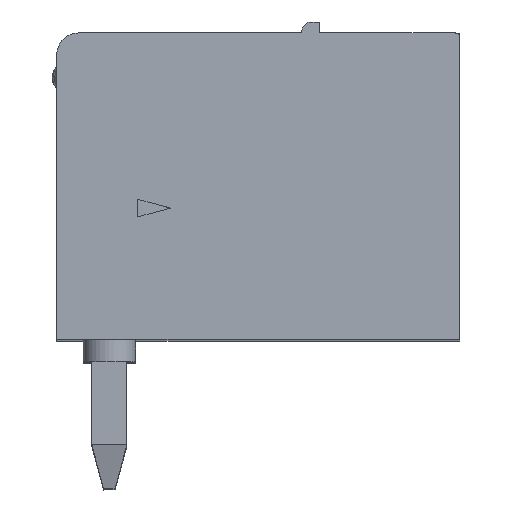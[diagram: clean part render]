
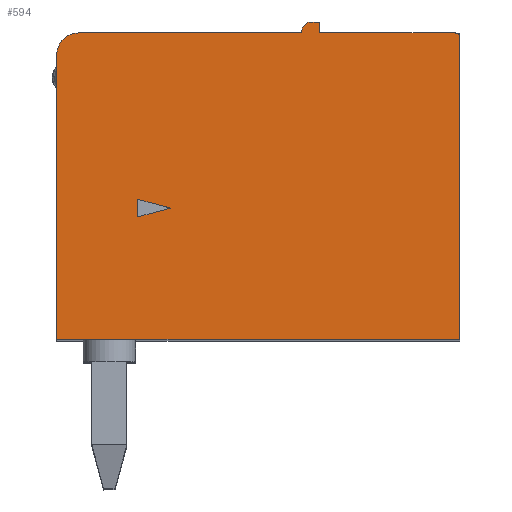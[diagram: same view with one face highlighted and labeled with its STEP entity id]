
A CAD part, top view. The second image highlights one B-rep face of the part: STEP entity #594.
In plain terms, the highlighted planar face has unit normal (0, 0, 1).
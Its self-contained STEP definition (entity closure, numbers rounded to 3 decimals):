
#594=ADVANCED_FACE('',(#1721,#1722),#1723,.T.);
#1721=FACE_OUTER_BOUND('',#2880,.T.);
#1722=FACE_BOUND('',#2881,.T.);
#1723=PLANE('',#2882);
#2880=EDGE_LOOP('',(#7005,#7006,#7007,#7008,#7009,#7010,#7011,#7012,#7013,#7014,#7015));
#2881=EDGE_LOOP('',(#7016,#7017,#7018));
#2882=AXIS2_PLACEMENT_3D('',#7019,#7020,#7021);
#7005=ORIENTED_EDGE('',*,*,#8356,.F.);
#7006=ORIENTED_EDGE('',*,*,#7950,.T.);
#7007=ORIENTED_EDGE('',*,*,#8422,.F.);
#7008=ORIENTED_EDGE('',*,*,#7441,.T.);
#7009=ORIENTED_EDGE('',*,*,#7934,.F.);
#7010=ORIENTED_EDGE('',*,*,#8400,.F.);
#7011=ORIENTED_EDGE('',*,*,#8074,.F.);
#7012=ORIENTED_EDGE('',*,*,#7290,.T.);
#7013=ORIENTED_EDGE('',*,*,#8073,.F.);
#7014=ORIENTED_EDGE('',*,*,#8066,.F.);
#7015=ORIENTED_EDGE('',*,*,#7422,.T.);
#7016=ORIENTED_EDGE('',*,*,#7398,.F.);
#7017=ORIENTED_EDGE('',*,*,#7399,.F.);
#7018=ORIENTED_EDGE('',*,*,#7396,.F.);
#7019=CARTESIAN_POINT('',(0.0,0.0,2.6));
#7020=DIRECTION('',(0.0,0.0,1.0));
#7021=DIRECTION('',(1.0,0.0,0.0));
#7290=EDGE_CURVE('',#8656,#8654,#8657,.T.);
#7396=EDGE_CURVE('',#8829,#8827,#8831,.T.);
#7398=EDGE_CURVE('',#8832,#8829,#8834,.T.);
#7399=EDGE_CURVE('',#8827,#8832,#8835,.T.);
#7422=EDGE_CURVE('',#8873,#8871,#8874,.T.);
#7441=EDGE_CURVE('',#8907,#8905,#8908,.T.);
#7934=EDGE_CURVE('',#9720,#8905,#9722,.T.);
#7950=EDGE_CURVE('',#9748,#9745,#9749,.T.);
#8066=EDGE_CURVE('',#8873,#9935,#9939,.T.);
#8073=EDGE_CURVE('',#9935,#8654,#9948,.T.);
#8074=EDGE_CURVE('',#8656,#9949,#9950,.T.);
#8356=EDGE_CURVE('',#9748,#8871,#10414,.T.);
#8400=EDGE_CURVE('',#9949,#9720,#10479,.T.);
#8422=EDGE_CURVE('',#8907,#9745,#10506,.T.);
#8654=VERTEX_POINT('',#10855);
#8656=VERTEX_POINT('',#10858);
#8657=CIRCLE('',#10859,0.2);
#8827=VERTEX_POINT('',#11283);
#8829=VERTEX_POINT('',#11286);
#8831=LINE('',#11289,#11290);
#8832=VERTEX_POINT('',#11291);
#8834=LINE('',#11294,#11295);
#8835=LINE('',#11296,#11297);
#8871=VERTEX_POINT('',#11674);
#8873=VERTEX_POINT('',#11677);
#8874=CIRCLE('',#11678,0.5);
#8905=VERTEX_POINT('',#11723);
#8907=VERTEX_POINT('',#11726);
#8908=CIRCLE('',#11727,0.1);
#9720=VERTEX_POINT('',#14311);
#9722=LINE('',#14314,#14315);
#9745=VERTEX_POINT('',#14352);
#9748=VERTEX_POINT('',#14356);
#9749=LINE('',#14357,#14358);
#9935=VERTEX_POINT('',#15429);
#9939=LINE('',#15435,#15436);
#9948=LINE('',#15448,#15449);
#9949=VERTEX_POINT('',#15450);
#9950=LINE('',#15451,#15452);
#10414=LINE('',#16798,#16799);
#10479=LINE('',#17055,#17056);
#10506=LINE('',#17101,#17102);
#10855=CARTESIAN_POINT('',(5.6,7.05,2.6));
#10858=CARTESIAN_POINT('',(5.8,7.25,2.6));
#10859=AXIS2_PLACEMENT_3D('',#18015,#18016,#18017);
#11283=CARTESIAN_POINT('',(2.6,3.,2.6));
#11286=CARTESIAN_POINT('',(1.85,2.799,2.6));
#11289=CARTESIAN_POINT('',(0.0,2.303,2.6));
#11290=VECTOR('',#18163,1.0);
#11291=CARTESIAN_POINT('',(1.85,3.201,2.6));
#11294=CARTESIAN_POINT('',(1.85,0.0,2.6));
#11295=VECTOR('',#18165,1.0);
#11296=CARTESIAN_POINT('',(0.0,3.697,2.6));
#11297=VECTOR('',#18166,1.0);
#11674=CARTESIAN_POINT('',(0.0,6.5,2.6));
#11677=CARTESIAN_POINT('',(0.5,7.0,2.6));
#11678=AXIS2_PLACEMENT_3D('',#18191,#18192,#18193);
#11723=CARTESIAN_POINT('',(9.1,7.,2.6));
#11726=CARTESIAN_POINT('',(9.2,6.9,2.6));
#11727=AXIS2_PLACEMENT_3D('',#18218,#18219,#18220);
#14311=CARTESIAN_POINT('',(6.0,7.0,2.6));
#14314=CARTESIAN_POINT('',(0.0,7.0,2.6));
#14315=VECTOR('',#18845,1.0);
#14352=CARTESIAN_POINT('',(9.2,0.,2.6));
#14356=CARTESIAN_POINT('',(0.,0.,2.6));
#14357=CARTESIAN_POINT('',(0.0,0.,2.6));
#14358=VECTOR('',#18861,1.0);
#15429=CARTESIAN_POINT('',(5.6,7.0,2.6));
#15435=CARTESIAN_POINT('',(0.0,7.0,2.6));
#15436=VECTOR('',#19038,1.0);
#15448=CARTESIAN_POINT('',(5.6,0.0,2.6));
#15449=VECTOR('',#19051,1.0);
#15450=CARTESIAN_POINT('',(6.0,7.25,2.6));
#15451=CARTESIAN_POINT('',(0.0,7.25,2.6));
#15452=VECTOR('',#19052,1.0);
#16798=CARTESIAN_POINT('',(0.0,0.0,2.6));
#16799=VECTOR('',#19458,1.0);
#17055=CARTESIAN_POINT('',(6.0,0.0,2.6));
#17056=VECTOR('',#19527,1.0);
#17101=CARTESIAN_POINT('',(9.2,0.0,2.6));
#17102=VECTOR('',#19555,1.0);
#18015=CARTESIAN_POINT('',(5.8,7.05,2.6));
#18016=DIRECTION('',(0.0,0.0,1.0));
#18017=DIRECTION('',(1.0,0.0,0.0));
#18163=DIRECTION('',(0.966,0.259,0.0));
#18165=DIRECTION('',(0.0,-1.0,0.0));
#18166=DIRECTION('',(-0.966,0.259,0.0));
#18191=CARTESIAN_POINT('',(0.5,6.5,2.6));
#18192=DIRECTION('',(0.0,0.0,1.0));
#18193=DIRECTION('',(1.0,0.0,0.0));
#18218=CARTESIAN_POINT('',(9.1,6.9,2.6));
#18219=DIRECTION('',(0.0,0.0,1.0));
#18220=DIRECTION('',(1.0,0.0,0.0));
#18845=DIRECTION('',(1.0,0.0,0.0));
#18861=DIRECTION('',(1.0,0.,0.0));
#19038=DIRECTION('',(1.0,0.0,0.0));
#19051=DIRECTION('',(0.0,1.0,0.0));
#19052=DIRECTION('',(1.0,0.0,0.0));
#19458=DIRECTION('',(0.0,1.0,0.0));
#19527=DIRECTION('',(0.0,-1.0,0.0));
#19555=DIRECTION('',(0.0,-1.0,0.0));
